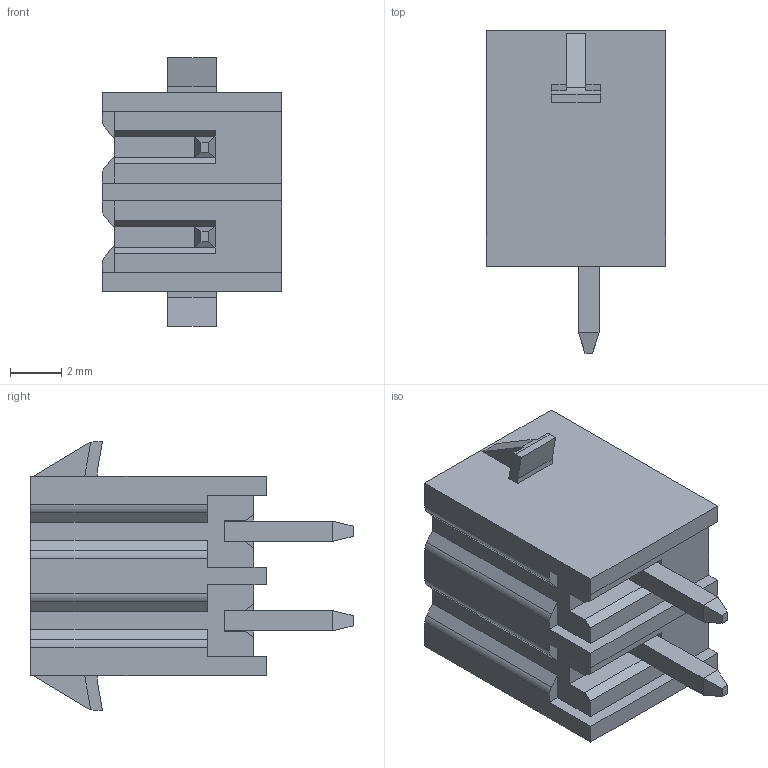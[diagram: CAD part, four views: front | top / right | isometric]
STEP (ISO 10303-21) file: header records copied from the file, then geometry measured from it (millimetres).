
FILE_DESCRIPTION((''),'2;1');
FILE_NAME('PRT0002','2024-10-12T',('sheji'),(''),'PRO/ENGINEER BY PARAMETRIC TECHNOLOGY CORPORATION, 2015240','PRO/ENGINEER BY PARAMETRIC TECHNOLOGY CORPORATION, 2015240','');
FILE_SCHEMA(('CONFIG_CONTROL_DESIGN'));
Length unit declared in the file: millimetre
Products named in the file (1): PRT0002
Bounding box: 7 x 12.6 x 10.5 mm (x, y, z)
Volume: 248 mm3; surface area: 772.4 mm2
Topology: 1 solids, 1 shells, 150 faces, 404 edges, 264 vertices
Faces by surface type: plane 126, cylinder 20, cone 4
Entity records: 4688 total; most frequent: CARTESIAN_POINT 880, ORIENTED_EDGE 808, DIRECTION 728, EDGE_CURVE 404, VECTOR 348, LINE 348, VERTEX_POINT 264, AXIS2_PLACEMENT_3D 190
